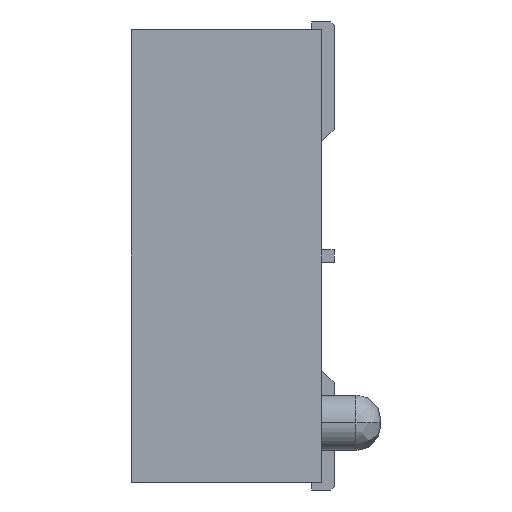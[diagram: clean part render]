
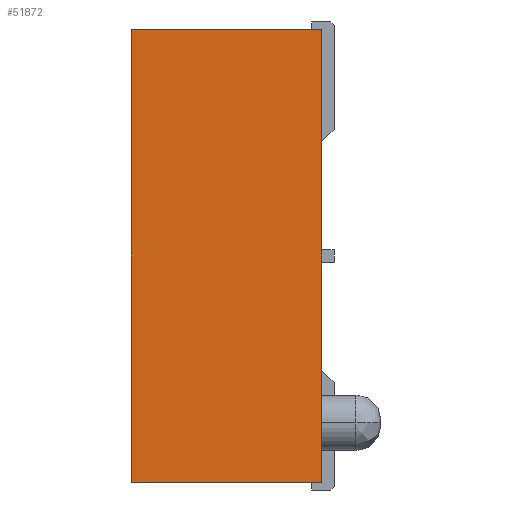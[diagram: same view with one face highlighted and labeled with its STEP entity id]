
A CAD part, left-side view. The second image highlights one B-rep face of the part: STEP entity #51872.
In plain terms, the highlighted planar face has unit normal (-1, 0, 0).
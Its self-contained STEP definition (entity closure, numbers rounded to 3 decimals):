
#18065=DIRECTION('',(0.,0.,-1.));
#18066=VECTOR('',#18065,7.24);
#18067=CARTESIAN_POINT('',(-20.64,3.05,3.62));
#18068=LINE('',#18067,#18066);
#18357=DIRECTION('',(0.,0.,-1.));
#18358=VECTOR('',#18357,7.24);
#18359=CARTESIAN_POINT('',(-20.64,0.,3.62));
#18360=LINE('',#18359,#18358);
#18361=DIRECTION('',(0.,-1.,0.));
#18362=VECTOR('',#18361,3.05);
#18363=CARTESIAN_POINT('',(-20.64,3.05,3.62));
#18364=LINE('',#18363,#18362);
#18365=DIRECTION('',(0.,-1.,0.));
#18366=VECTOR('',#18365,3.05);
#18367=CARTESIAN_POINT('',(-20.64,3.05,-3.62));
#18368=LINE('',#18367,#18366);
#21073=CARTESIAN_POINT('',(-20.64,0.,-3.62));
#21074=VERTEX_POINT('',#21073);
#21075=CARTESIAN_POINT('',(-20.64,0.,3.62));
#21076=VERTEX_POINT('',#21075);
#21835=CARTESIAN_POINT('',(-20.64,3.05,3.62));
#21836=VERTEX_POINT('',#21835);
#21837=CARTESIAN_POINT('',(-20.64,3.05,-3.62));
#21838=VERTEX_POINT('',#21837);
#51860=CARTESIAN_POINT('',(-20.64,0.,-3.62));
#51861=DIRECTION('',(-1.,0.,0.));
#51862=DIRECTION('',(0.,0.,1.));
#51863=AXIS2_PLACEMENT_3D('',#51860,#51861,#51862);
#51864=PLANE('',#51863);
#51865=ORIENTED_EDGE('',*,*,#27841,.T.);
#51867=ORIENTED_EDGE('',*,*,#51866,.F.);
#51868=ORIENTED_EDGE('',*,*,#51441,.F.);
#51869=ORIENTED_EDGE('',*,*,#51843,.T.);
#51870=EDGE_LOOP('',(#51865,#51867,#51868,#51869));
#51871=FACE_OUTER_BOUND('',#51870,.F.);
#27841=EDGE_CURVE('',#21076,#21074,#18360,.T.);
#51441=EDGE_CURVE('',#21836,#21838,#18068,.T.);
#51843=EDGE_CURVE('',#21836,#21076,#18364,.T.);
#51866=EDGE_CURVE('',#21838,#21074,#18368,.T.);
#51872=ADVANCED_FACE('',(#51871),#51864,.T.);
